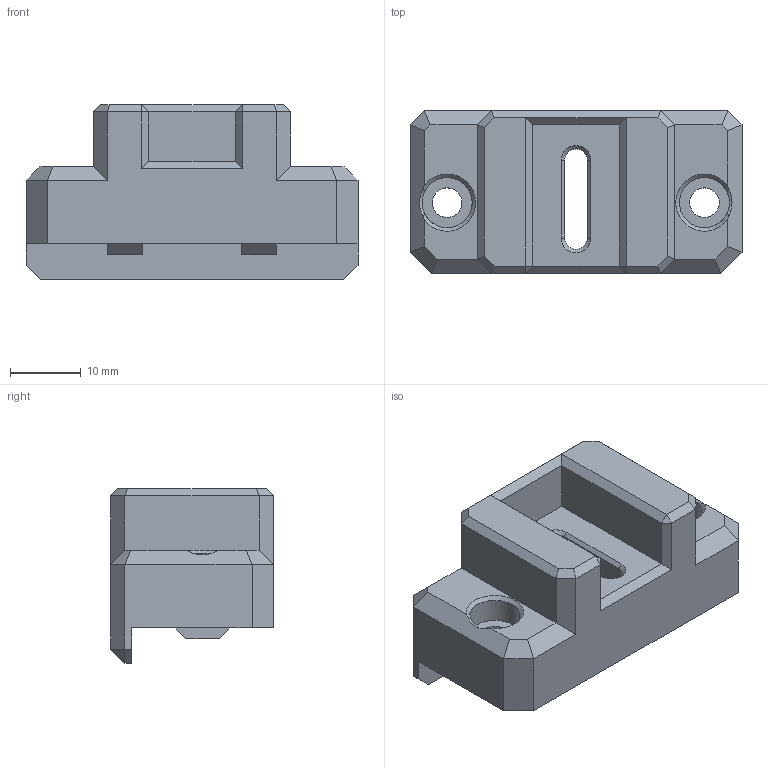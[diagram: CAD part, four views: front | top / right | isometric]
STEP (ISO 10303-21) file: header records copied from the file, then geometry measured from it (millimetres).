
FILE_DESCRIPTION(/* description */ (''),/* implementation_level */ '2;1');
FILE_NAME(/* name */ 'Y LINEAR RODS HOLDERS.step',/* time_stamp */ '2022-01-14T23:10:41+01:00',/* author */ (''),/* organization */ (''),/* preprocessor_version */ 'ST-DEVELOPER v18.1',/* originating_system */ 'Autodesk Translation Framework v10.10.0.1391',/* authorisation */ '');
FILE_SCHEMA (('AUTOMOTIVE_DESIGN { 1 0 10303 214 3 1 1 }'));
Length unit declared in the file: millimetre
Products named in the file (1): Y LINEAR RODS HOLDERS
Bounding box: 47 x 23 x 24.7 mm (x, y, z)
Volume: 14460.8 mm3; surface area: 5687.8 mm2
Topology: 1 solids, 1 shells, 106 faces, 259 edges, 158 vertices
Faces by surface type: plane 94, cylinder 6, cone 4, bspline 2
Full cylindrical faces by diameter (mm): 4.2 x2, 7.1 x2
Entity records: 3137 total; most frequent: CARTESIAN_POINT 637, ORIENTED_EDGE 518, DIRECTION 473, EDGE_CURVE 259, LINE 229, VECTOR 229, VERTEX_POINT 158, AXIS2_PLACEMENT_3D 122
